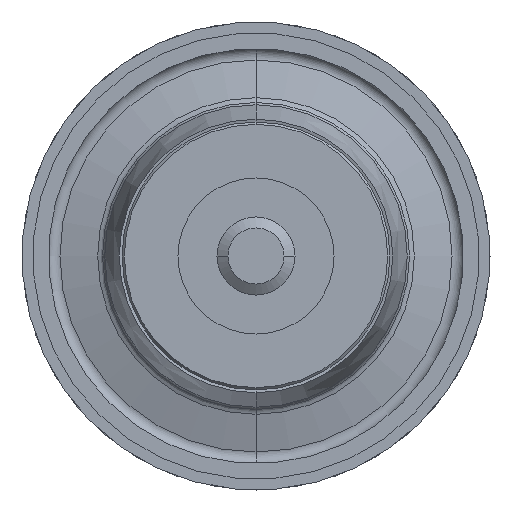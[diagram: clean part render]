
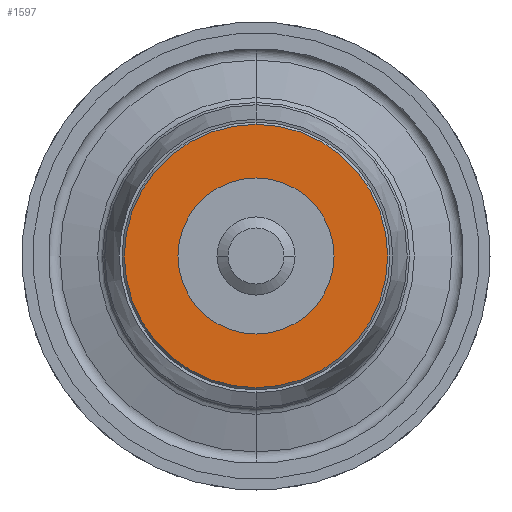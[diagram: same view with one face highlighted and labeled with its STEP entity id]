
A CAD part, front view. The second image highlights one B-rep face of the part: STEP entity #1597.
In plain terms, the highlighted planar face has unit normal (0, -1, 0).
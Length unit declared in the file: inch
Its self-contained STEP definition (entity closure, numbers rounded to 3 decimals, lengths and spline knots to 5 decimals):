
#35 = AXIS2_PLACEMENT_3D ( 'NONE', #4168, #4169, #4170 ) ;
#36 = AXIS2_PLACEMENT_3D ( 'NONE', #4165, #4166, #4167 ) ;
#671 = FACE_OUTER_BOUND ( 'NONE', #3568, .T. ) ;
#677 = FACE_BOUND ( 'NONE', #3576, .T. ) ;
#1080 = CARTESIAN_POINT ( 'NONE',  ( 0., 0., 0.422 ) ) ;
#1082 = CARTESIAN_POINT ( 'NONE',  ( 0., 0., -0.422 ) ) ;
#1086 = CARTESIAN_POINT ( 'NONE',  ( 0., 0., 0.25 ) ) ;
#1087 = CARTESIAN_POINT ( 'NONE',  ( 0., 0., -0.25 ) ) ;
#1597 = ADVANCED_FACE ( 'NONE', ( #677, #671 ), #2428, .F. ) ;
#1814 = CIRCLE ( 'NONE', #2882, 0.25 ) ;
#1819 = CIRCLE ( 'NONE', #2871, 0.422 ) ;
#2335 = CARTESIAN_POINT ( 'NONE',  ( 0., 0., 0. ) ) ;
#2336 = DIRECTION ( 'NONE',  ( 0., -1., 0. ) ) ;
#2337 = DIRECTION ( 'NONE',  ( 0., 0., -1. ) ) ;
#2346 = CARTESIAN_POINT ( 'NONE',  ( 0., 0., 0. ) ) ;
#2347 = DIRECTION ( 'NONE',  ( 0., -1., 0. ) ) ;
#2348 = DIRECTION ( 'NONE',  ( 0., 0., -1. ) ) ;
#2420 = DIRECTION ( 'NONE',  ( 0., 0., 1. ) ) ;
#2427 = DIRECTION ( 'NONE',  ( 0., 1., 0. ) ) ;
#2428 = PLANE ( 'NONE',  #3759 ) ;
#2434 = CARTESIAN_POINT ( 'NONE',  ( 0., 0., 0.25 ) ) ;
#2827 = EDGE_CURVE ( 'NONE', #4877, #4876, #4934, .T. ) ;
#2828 = EDGE_CURVE ( 'NONE', #4870, #4872, #4933, .T. ) ;
#2871 = AXIS2_PLACEMENT_3D ( 'NONE', #2335, #2336, #2337 ) ;
#2882 = AXIS2_PLACEMENT_3D ( 'NONE', #2346, #2347, #2348 ) ;
#3568 = EDGE_LOOP ( 'NONE', ( #4500, #4501 ) ) ;
#3576 = EDGE_LOOP ( 'NONE', ( #4498, #4499 ) ) ;
#3759 = AXIS2_PLACEMENT_3D ( 'NONE', #2434, #2427, #2420 ) ;
#4165 = CARTESIAN_POINT ( 'NONE',  ( 0., 0., 0. ) ) ;
#4166 = DIRECTION ( 'NONE',  ( 0., -1., 0. ) ) ;
#4167 = DIRECTION ( 'NONE',  ( 0., 0., -1. ) ) ;
#4168 = CARTESIAN_POINT ( 'NONE',  ( 0., 0., 0. ) ) ;
#4169 = DIRECTION ( 'NONE',  ( 0., -1., 0. ) ) ;
#4170 = DIRECTION ( 'NONE',  ( 0., 0., -1. ) ) ;
#4498 = ORIENTED_EDGE ( 'NONE', *, *, #2827, .F. ) ;
#4499 = ORIENTED_EDGE ( 'NONE', *, *, #5581, .F. ) ;
#4500 = ORIENTED_EDGE ( 'NONE', *, *, #5577, .T. ) ;
#4501 = ORIENTED_EDGE ( 'NONE', *, *, #2828, .T. ) ;
#4870 = VERTEX_POINT ( 'NONE', #1080 ) ;
#4872 = VERTEX_POINT ( 'NONE', #1082 ) ;
#4876 = VERTEX_POINT ( 'NONE', #1086 ) ;
#4877 = VERTEX_POINT ( 'NONE', #1087 ) ;
#4933 = CIRCLE ( 'NONE', #35, 0.422 ) ;
#4934 = CIRCLE ( 'NONE', #36, 0.25 ) ;
#5577 = EDGE_CURVE ( 'NONE', #4872, #4870, #1819, .T. ) ;
#5581 = EDGE_CURVE ( 'NONE', #4876, #4877, #1814, .T. ) ;
